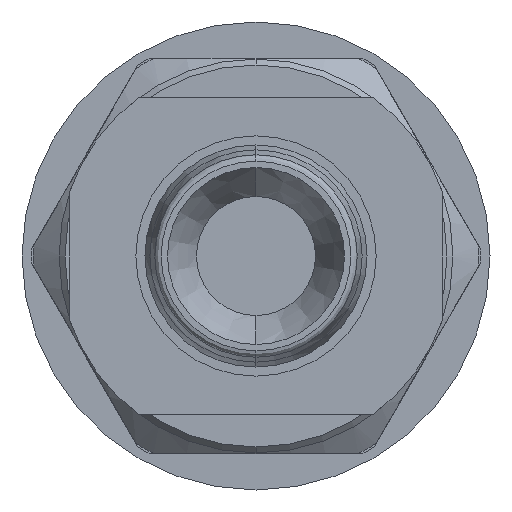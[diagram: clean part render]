
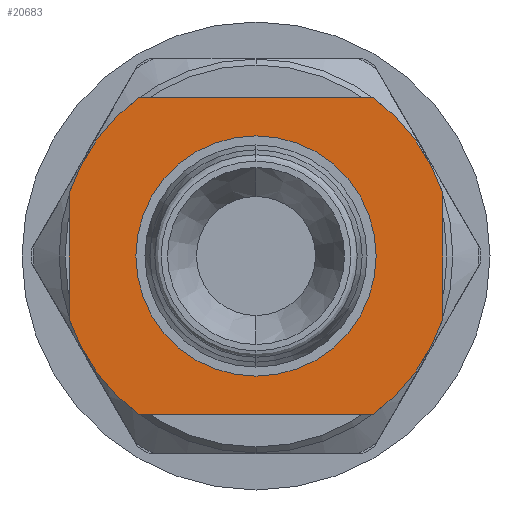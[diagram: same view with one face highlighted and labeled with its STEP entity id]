
A CAD part, left-side view. The second image highlights one B-rep face of the part: STEP entity #20683.
In plain terms, the highlighted face is planar.
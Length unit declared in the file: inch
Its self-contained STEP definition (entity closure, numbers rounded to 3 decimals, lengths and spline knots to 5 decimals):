
#431 = ORIENTED_EDGE ( 'NONE', *, *, #24797, .F. ) ;
#557 = DIRECTION ( 'NONE',  ( 1., 0., 0. ) ) ;
#614 = DIRECTION ( 'NONE',  ( 1., 0., 0. ) ) ;
#739 = VERTEX_POINT ( 'NONE', #11174 ) ;
#866 = CARTESIAN_POINT ( 'NONE',  ( 0.87777, -0.14756, 0. ) ) ;
#899 = ORIENTED_EDGE ( 'NONE', *, *, #17195, .F. ) ;
#981 = EDGE_CURVE ( 'NONE', #20140, #12706, #10434, .T. ) ;
#1088 = CIRCLE ( 'NONE', #11487, 0.06 ) ;
#1157 = CIRCLE ( 'NONE', #25071, 0.15585 ) ;
#1806 = VERTEX_POINT ( 'NONE', #21296 ) ;
#1831 = CARTESIAN_POINT ( 'NONE',  ( 0.87777, -0.14756, 0.05016 ) ) ;
#2320 = CARTESIAN_POINT ( 'NONE',  ( 0.87777, 0., 0. ) ) ;
#2404 = CARTESIAN_POINT ( 'NONE',  ( 0.87777, 0., 0. ) ) ;
#2483 = VECTOR ( 'NONE', #18112, 39.37008 ) ;
#3432 = DIRECTION ( 'NONE',  ( 0., 0., -1. ) ) ;
#3978 = ORIENTED_EDGE ( 'NONE', *, *, #11170, .F. ) ;
#4441 = CIRCLE ( 'NONE', #24753, 0.15585 ) ;
#4842 = DIRECTION ( 'NONE',  ( 1., 0., 0. ) ) ;
#5433 = DIRECTION ( 'NONE',  ( 1., 0., 0. ) ) ;
#5782 = VECTOR ( 'NONE', #16307, 39.37008 ) ;
#5795 = LINE ( 'NONE', #866, #2483 ) ;
#6545 = DIRECTION ( 'NONE',  ( 0., -1., 0. ) ) ;
#6717 = CIRCLE ( 'NONE', #25657, 0.15585 ) ;
#6952 = CARTESIAN_POINT ( 'NONE',  ( 0.87777, 0., 0. ) ) ;
#7211 = DIRECTION ( 'NONE',  ( 0., 0., -1. ) ) ;
#7806 = VERTEX_POINT ( 'NONE', #26135 ) ;
#8428 = CARTESIAN_POINT ( 'NONE',  ( 0.87777, -0.14756, -0.05016 ) ) ;
#8943 = DIRECTION ( 'NONE',  ( 0., 0., -1. ) ) ;
#9300 = VERTEX_POINT ( 'NONE', #8428 ) ;
#9411 = DIRECTION ( 'NONE',  ( 0., 1., 0. ) ) ;
#9817 = LINE ( 'NONE', #14336, #5782 ) ;
#9921 = CARTESIAN_POINT ( 'NONE',  ( 0.87777, -0.09308, -0.125 ) ) ;
#10085 = ORIENTED_EDGE ( 'NONE', *, *, #981, .T. ) ;
#10135 = CARTESIAN_POINT ( 'NONE',  ( 0.87777, 0.14756, -0.05016 ) ) ;
#10434 = CIRCLE ( 'NONE', #25794, 0.15585 ) ;
#10969 = LINE ( 'NONE', #11534, #22673 ) ;
#11062 = CARTESIAN_POINT ( 'NONE',  ( 0.87777, 0., 0. ) ) ;
#11170 = EDGE_CURVE ( 'NONE', #9300, #22794, #5795, .T. ) ;
#11174 = CARTESIAN_POINT ( 'NONE',  ( 0.87777, -0.09308, 0.125 ) ) ;
#11487 = AXIS2_PLACEMENT_3D ( 'NONE', #24952, #5433, #17785 ) ;
#11534 = CARTESIAN_POINT ( 'NONE',  ( 0.87777, 0.15585, 0.125 ) ) ;
#12547 = ORIENTED_EDGE ( 'NONE', *, *, #26389, .T. ) ;
#12599 = DIRECTION ( 'NONE',  ( 1., 0., 0. ) ) ;
#12706 = VERTEX_POINT ( 'NONE', #10135 ) ;
#13168 = DIRECTION ( 'NONE',  ( 0., 0., -1. ) ) ;
#13934 = EDGE_CURVE ( 'NONE', #9300, #19177, #6717, .T. ) ;
#14336 = CARTESIAN_POINT ( 'NONE',  ( 0.87777, 0.14756, 0. ) ) ;
#14727 = FACE_OUTER_BOUND ( 'NONE', #15417, .T. ) ;
#14934 = ORIENTED_EDGE ( 'NONE', *, *, #16516, .F. ) ;
#15417 = EDGE_LOOP ( 'NONE', ( #899, #10085, #14934, #18427, #23458, #12547, #3978, #19417 ) ) ;
#15607 = DIRECTION ( 'NONE',  ( 0., 0., -1. ) ) ;
#16307 = DIRECTION ( 'NONE',  ( 0., 0., -1. ) ) ;
#16422 = PLANE ( 'NONE',  #19969 ) ;
#16516 = EDGE_CURVE ( 'NONE', #1806, #12706, #9817, .T. ) ;
#17063 = EDGE_CURVE ( 'NONE', #1806, #7806, #4441, .T. ) ;
#17195 = EDGE_CURVE ( 'NONE', #20140, #19177, #24347, .T. ) ;
#17701 = DIRECTION ( 'NONE',  ( 1., 0., 0. ) ) ;
#17785 = DIRECTION ( 'NONE',  ( 0., 0., -1. ) ) ;
#17844 = CARTESIAN_POINT ( 'NONE',  ( 0.87777, 0., 0. ) ) ;
#18112 = DIRECTION ( 'NONE',  ( 0., 0., 1. ) ) ;
#18229 = CARTESIAN_POINT ( 'NONE',  ( 0.87777, 0.09308, -0.125 ) ) ;
#18427 = ORIENTED_EDGE ( 'NONE', *, *, #17063, .T. ) ;
#18446 = VECTOR ( 'NONE', #6545, 39.37008 ) ;
#19177 = VERTEX_POINT ( 'NONE', #9921 ) ;
#19417 = ORIENTED_EDGE ( 'NONE', *, *, #13934, .T. ) ;
#19969 = AXIS2_PLACEMENT_3D ( 'NONE', #23072, #12599, #3432 ) ;
#20140 = VERTEX_POINT ( 'NONE', #18229 ) ;
#20241 = DIRECTION ( 'NONE',  ( 0., 0., -1. ) ) ;
#20298 = EDGE_CURVE ( 'NONE', #739, #7806, #10969, .T. ) ;
#20430 = VERTEX_POINT ( 'NONE', #22001 ) ;
#20683 = ADVANCED_FACE ( 'NONE', ( #14727, #27439 ), #16422, .T. ) ;
#21296 = CARTESIAN_POINT ( 'NONE',  ( 0.87777, 0.14756, 0.05016 ) ) ;
#21965 = EDGE_LOOP ( 'NONE', ( #431, #25109 ) ) ;
#22001 = CARTESIAN_POINT ( 'NONE',  ( 0.87777, 0., 0.06 ) ) ;
#22081 = DIRECTION ( 'NONE',  ( 1., 0., 0. ) ) ;
#22673 = VECTOR ( 'NONE', #9411, 39.37008 ) ;
#22794 = VERTEX_POINT ( 'NONE', #1831 ) ;
#23072 = CARTESIAN_POINT ( 'NONE',  ( 0.87777, 0.15585, 0. ) ) ;
#23258 = CIRCLE ( 'NONE', #24173, 0.06 ) ;
#23458 = ORIENTED_EDGE ( 'NONE', *, *, #20298, .F. ) ;
#23664 = VERTEX_POINT ( 'NONE', #26226 ) ;
#24173 = AXIS2_PLACEMENT_3D ( 'NONE', #6952, #22081, #13168 ) ;
#24347 = LINE ( 'NONE', #25904, #18446 ) ;
#24753 = AXIS2_PLACEMENT_3D ( 'NONE', #11062, #17701, #8943 ) ;
#24797 = EDGE_CURVE ( 'NONE', #23664, #20430, #23258, .T. ) ;
#24952 = CARTESIAN_POINT ( 'NONE',  ( 0.87777, 0., 0. ) ) ;
#25071 = AXIS2_PLACEMENT_3D ( 'NONE', #17844, #4842, #20241 ) ;
#25109 = ORIENTED_EDGE ( 'NONE', *, *, #27725, .F. ) ;
#25657 = AXIS2_PLACEMENT_3D ( 'NONE', #2320, #614, #15607 ) ;
#25794 = AXIS2_PLACEMENT_3D ( 'NONE', #2404, #557, #7211 ) ;
#25904 = CARTESIAN_POINT ( 'NONE',  ( 0.87777, 0.15585, -0.125 ) ) ;
#26135 = CARTESIAN_POINT ( 'NONE',  ( 0.87777, 0.09308, 0.125 ) ) ;
#26226 = CARTESIAN_POINT ( 'NONE',  ( 0.87777, 0., -0.06 ) ) ;
#26389 = EDGE_CURVE ( 'NONE', #739, #22794, #1157, .T. ) ;
#27439 = FACE_BOUND ( 'NONE', #21965, .T. ) ;
#27725 = EDGE_CURVE ( 'NONE', #20430, #23664, #1088, .T. ) ;
